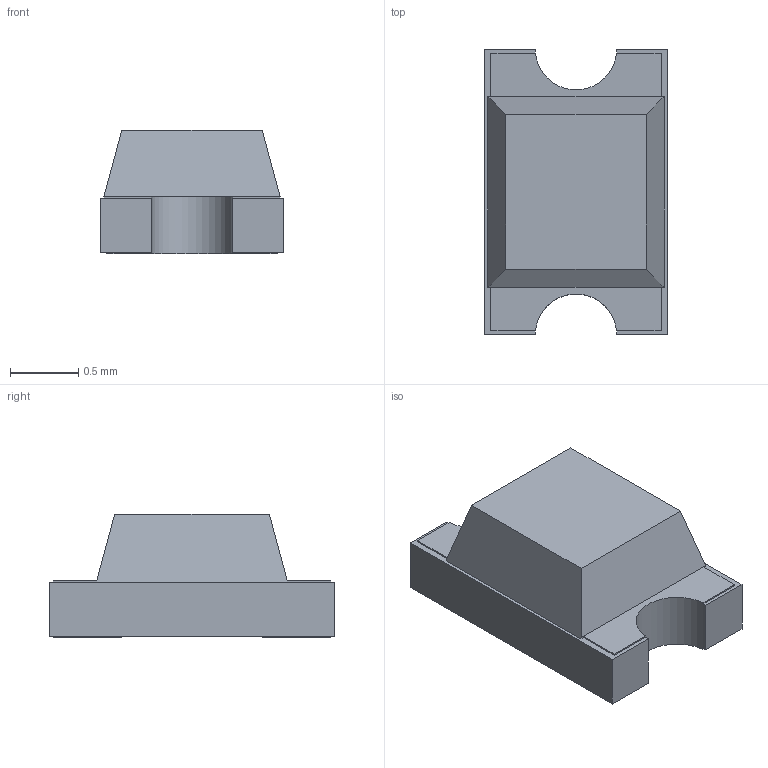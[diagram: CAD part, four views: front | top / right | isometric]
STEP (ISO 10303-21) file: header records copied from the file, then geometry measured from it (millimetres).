
FILE_DESCRIPTION (( 'STEP AP214' ), '1' );
FILE_NAME ('User Library-CHIPLED-0805.STEP', '2015-06-25T07:40:32', ( 'Windows User' ), ( '' ), 'SwSTEP 2.0', 'SolidWorks 2015', '' );
FILE_SCHEMA (( 'AUTOMOTIVE_DESIGN' ));
Length unit declared in the file: millimetre
Products named in the file (1): User Library-CHIPLED-0805
Bounding box: 1.35 x 2.1 x 0.91 mm (x, y, z)
Volume: 1.8 mm3; surface area: 10.1 mm2
Topology: 1 solids, 1 shells, 42 faces, 116 edges, 76 vertices
Faces by surface type: plane 40, cylinder 2
Entity records: 1816 total; most frequent: CARTESIAN_POINT 235, ORIENTED_EDGE 232, DIRECTION 214, EDGE_CURVE 116, LINE 104, VECTOR 104, VERTEX_POINT 76, AXIS2_PLACEMENT_3D 55
